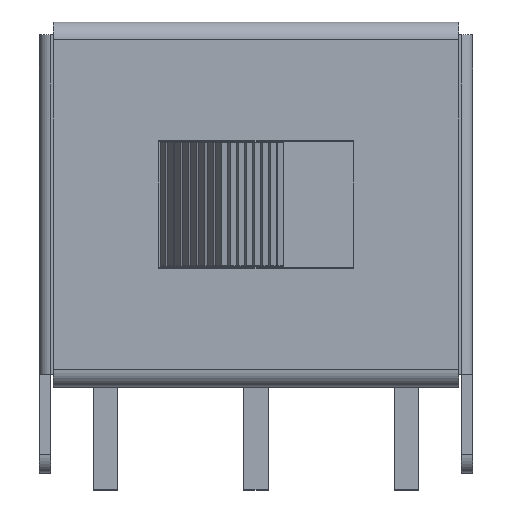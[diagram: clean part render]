
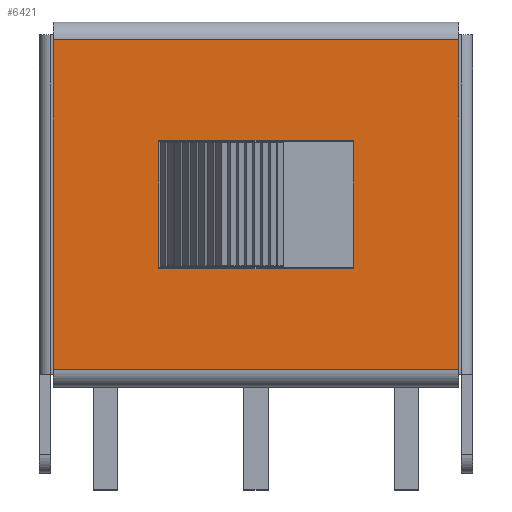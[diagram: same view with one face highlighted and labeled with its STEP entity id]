
A CAD part, top view. The second image highlights one B-rep face of the part: STEP entity #6421.
In plain terms, the highlighted planar face has unit normal (0, 0, 1).
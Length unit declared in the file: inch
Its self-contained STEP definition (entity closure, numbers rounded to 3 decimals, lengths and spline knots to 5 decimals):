
#27=FACE_BOUND('',#863,.T.);
#503=FACE_OUTER_BOUND('',#862,.T.);
#862=EDGE_LOOP('',(#5047,#5048,#5049,#5050));
#863=EDGE_LOOP('',(#5051,#5052,#5053,#5054));
#1374=LINE('',#9884,#2140);
#1419=LINE('',#9985,#2185);
#1420=LINE('',#9988,#2186);
#1421=LINE('',#9989,#2187);
#1422=LINE('',#9992,#2188);
#1423=LINE('',#9994,#2189);
#1424=LINE('',#9996,#2190);
#1425=LINE('',#9997,#2191);
#2140=VECTOR('',#8097,0.3937);
#2185=VECTOR('',#8166,0.3937);
#2186=VECTOR('',#8169,0.3937);
#2187=VECTOR('',#8170,0.3937);
#2188=VECTOR('',#8171,0.3937);
#2189=VECTOR('',#8172,0.3937);
#2190=VECTOR('',#8173,0.3937);
#2191=VECTOR('',#8174,0.3937);
#2860=VERTEX_POINT('',#9881);
#2861=VERTEX_POINT('',#9883);
#2905=VERTEX_POINT('',#9983);
#2906=VERTEX_POINT('',#9987);
#2907=VERTEX_POINT('',#9990);
#2908=VERTEX_POINT('',#9991);
#2909=VERTEX_POINT('',#9993);
#2910=VERTEX_POINT('',#9995);
#3636=EDGE_CURVE('',#2860,#2861,#1374,.T.);
#3685=EDGE_CURVE('',#2905,#2860,#1419,.T.);
#3686=EDGE_CURVE('',#2906,#2905,#1420,.T.);
#3687=EDGE_CURVE('',#2861,#2906,#1421,.T.);
#3688=EDGE_CURVE('',#2907,#2908,#1422,.T.);
#3689=EDGE_CURVE('',#2908,#2909,#1423,.T.);
#3690=EDGE_CURVE('',#2909,#2910,#1424,.T.);
#3691=EDGE_CURVE('',#2910,#2907,#1425,.T.);
#5047=ORIENTED_EDGE('',*,*,#3685,.F.);
#5048=ORIENTED_EDGE('',*,*,#3686,.F.);
#5049=ORIENTED_EDGE('',*,*,#3687,.F.);
#5050=ORIENTED_EDGE('',*,*,#3636,.F.);
#5051=ORIENTED_EDGE('',*,*,#3688,.T.);
#5052=ORIENTED_EDGE('',*,*,#3689,.T.);
#5053=ORIENTED_EDGE('',*,*,#3690,.T.);
#5054=ORIENTED_EDGE('',*,*,#3691,.T.);
#6086=PLANE('',#6930);
#6421=ADVANCED_FACE('',(#503,#27),#6086,.T.);
#6930=AXIS2_PLACEMENT_3D('',#9986,#8167,#8168);
#8097=DIRECTION('',(0.,1.,0.));
#8166=DIRECTION('',(-1.,0.,0.));
#8167=DIRECTION('center_axis',(0.,0.,
1.));
#8168=DIRECTION('ref_axis',(-1.,0.,0.));
#8169=DIRECTION('',(0.,-1.,0.));
#8170=DIRECTION('',(1.,0.,0.));
#8171=DIRECTION('',(0.,1.,0.));
#8172=DIRECTION('',(1.,0.,0.));
#8173=DIRECTION('',(0.,-1.,0.));
#8174=DIRECTION('',(-1.,0.,0.));
#9881=CARTESIAN_POINT('',(-0.25,-0.20295,0.31417));
#9883=CARTESIAN_POINT('',(-0.25,0.20295,0.31417));
#9884=CARTESIAN_POINT('',(-0.25,0.03937,0.31417));
#9983=CARTESIAN_POINT('',(0.25,-0.20295,0.31417));
#9985=CARTESIAN_POINT('',(0.125,-0.20295,0.31417));
#9986=CARTESIAN_POINT('Origin',(0.,0.,
0.31417));
#9987=CARTESIAN_POINT('',(0.25,0.20295,0.31417));
#9988=CARTESIAN_POINT('',(0.25,-0.03937,0.31417));
#9989=CARTESIAN_POINT('',(-0.125,0.20295,0.31417));
#9990=CARTESIAN_POINT('',(-0.12008,-0.07874,0.31417));
#9991=CARTESIAN_POINT('',(-0.12008,0.07874,0.31417));
#9992=CARTESIAN_POINT('',(-0.12008,-0.03937,0.31417));
#9993=CARTESIAN_POINT('',(0.12008,0.07874,0.31417));
#9994=CARTESIAN_POINT('',(-0.06004,0.07874,0.31417));
#9995=CARTESIAN_POINT('',(0.12008,-0.07874,0.31417));
#9996=CARTESIAN_POINT('',(0.12008,0.03937,0.31417));
#9997=CARTESIAN_POINT('',(0.06004,-0.07874,0.31417));
